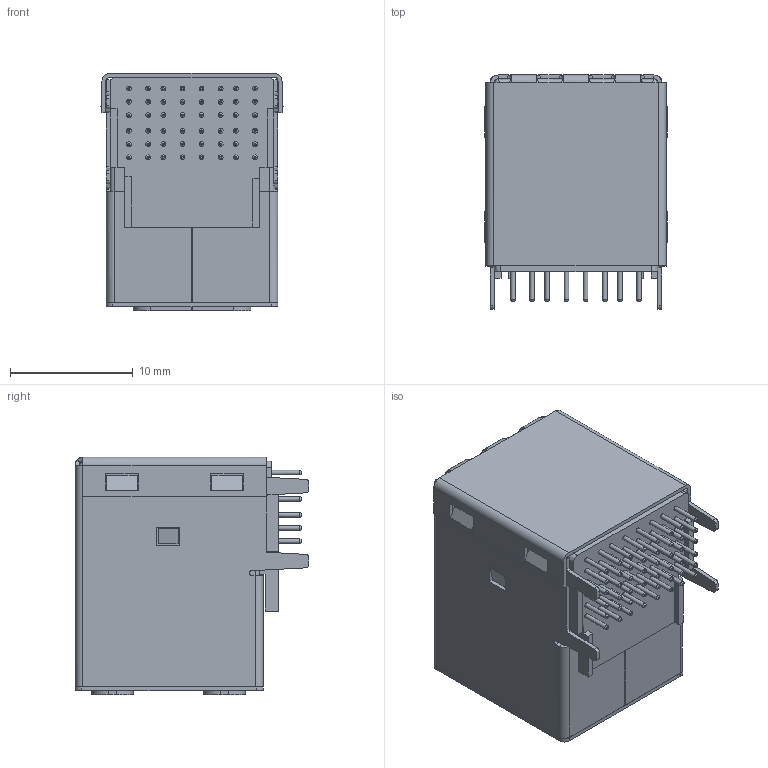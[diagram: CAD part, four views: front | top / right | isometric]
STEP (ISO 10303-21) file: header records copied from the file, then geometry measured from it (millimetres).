
FILE_DESCRIPTION(('FreeCAD Model'),'2;1');
FILE_NAME('Open CASCADE Shape Model','2025-05-05T08:11:41',('FreeCAD'),( 'FreeCAD'),'Open CASCADE STEP processor 7.6','FreeCAD','Unknown');
FILE_SCHEMA(('AUTOMOTIVE_DESIGN { 1 0 10303 214 1 1 1 1 }'));
Products named in the file (1): Open CASCADE STEP translator 7.6 1
Bounding box: 14.84 x 19.05 x 19.35 mm (x, y, z)
Volume: 3964.7 mm3; surface area: 6080.7 mm2
Topology: 121 solids, 129 shells, 2303 faces, 5923 edges, 3874 vertices
Faces by surface type: bspline 2303
Entity records: 68533 total; most frequent: CARTESIAN_POINT 33435, ORIENTED_EDGE 11842, EDGE_CURVE 5921, B_SPLINE_CURVE_WITH_KNOTS 4503, VERTEX_POINT 3874, FACE_BOUND 2389, EDGE_LOOP 2389, ADVANCED_FACE 2303
